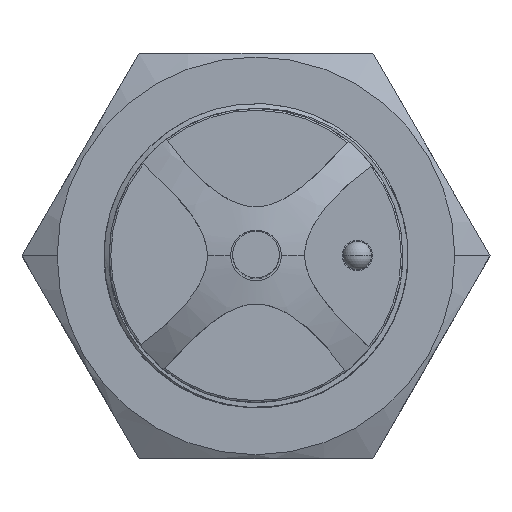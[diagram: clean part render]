
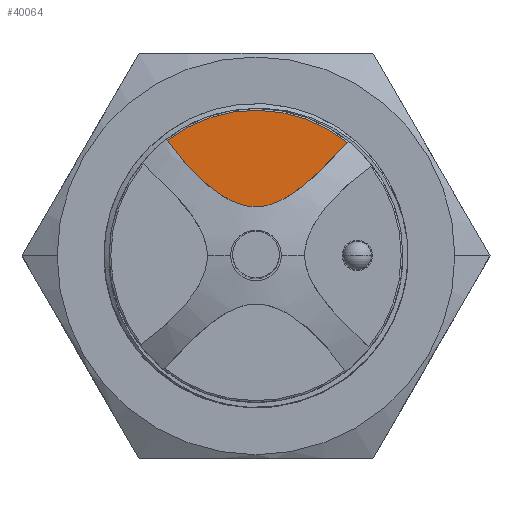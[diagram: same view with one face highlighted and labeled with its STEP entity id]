
A CAD part, top view. The second image highlights one B-rep face of the part: STEP entity #40064.
In plain terms, the highlighted planar face has unit normal (0, 0, 1).
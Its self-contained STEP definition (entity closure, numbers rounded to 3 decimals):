
#3711 = CARTESIAN_POINT ( 'NONE',  ( 9.031, 11.128, 55.5 ) ) ;
#4574 = EDGE_CURVE ( 'NONE', #62021, #60278, #53881, .T. ) ;
#10781 = CARTESIAN_POINT ( 'NONE',  ( 0., 0., 55.5 ) ) ;
#11923 = CIRCLE ( 'NONE', #26626, 14.331 ) ;
#13941 = FACE_OUTER_BOUND ( 'NONE', #38503, .T. ) ;
#16008 = DIRECTION ( 'NONE',  ( 0., 0., 1. ) ) ;
#18456 = PLANE ( 'NONE',  #44207 ) ;
#21449 = DIRECTION ( 'NONE',  ( -1., 0., 0. ) ) ;
#26626 = AXIS2_PLACEMENT_3D ( 'NONE', #10781, #16008, #21449 ) ;
#27986 = CARTESIAN_POINT ( 'NONE',  ( 0.077, 0.803, 55.5 ) ) ;
#28470 = DIRECTION ( 'NONE',  ( 1., 0., 0. ) ) ;
#28937 = DIRECTION ( 'NONE',  ( 0., 0., -1. ) ) ;
#38503 = EDGE_LOOP ( 'NONE', ( #56266, #46158 ) ) ;
#39092 = CARTESIAN_POINT ( 'NONE',  ( 0., 0., 55.5 ) ) ;
#40064 = ADVANCED_FACE ( 'NONE', ( #13941 ), #18456, .F. ) ;
#44207 = AXIS2_PLACEMENT_3D ( 'NONE', #39092, #28937, #28470 ) ;
#46158 = ORIENTED_EDGE ( 'NONE', *, *, #4574, .F. ) ;
#48790 = CARTESIAN_POINT ( 'NONE',  ( -8.754, 11.347, 55.5 ) ) ;
#53881 = B_SPLINE_CURVE_WITH_KNOTS ( 'NONE', 3,
 ( #54461, #54026, #27986, #64634, #48790 ),
 .UNSPECIFIED., .F., .F.,
 ( 4, 1, 4 ),
 ( 0.009, 0.501, 0.991 ),
 .UNSPECIFIED. ) ;
#54026 = CARTESIAN_POINT ( 'NONE',  ( 6.814, 8.853, 55.5 ) ) ;
#54461 = CARTESIAN_POINT ( 'NONE',  ( 9.031, 11.128, 55.5 ) ) ;
#56266 = ORIENTED_EDGE ( 'NONE', *, *, #57225, .T. ) ;
#57225 = EDGE_CURVE ( 'NONE', #62021, #60278, #11923, .T. ) ;
#60050 = CARTESIAN_POINT ( 'NONE',  ( -8.754, 11.347, 55.5 ) ) ;
#60278 = VERTEX_POINT ( 'NONE', #60050 ) ;
#62021 = VERTEX_POINT ( 'NONE', #3711 ) ;
#64634 = CARTESIAN_POINT ( 'NONE',  ( -6.939, 8.743, 55.5 ) ) ;
